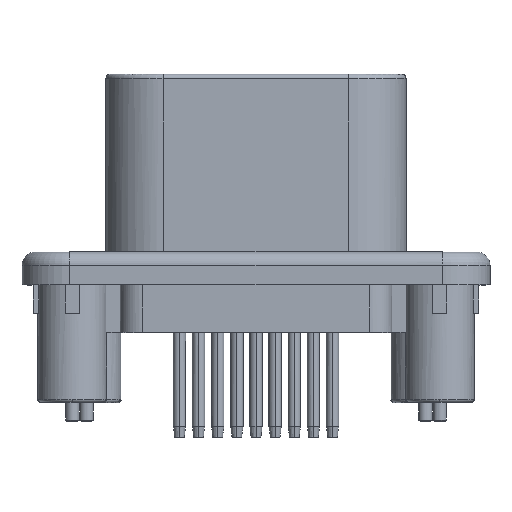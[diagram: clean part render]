
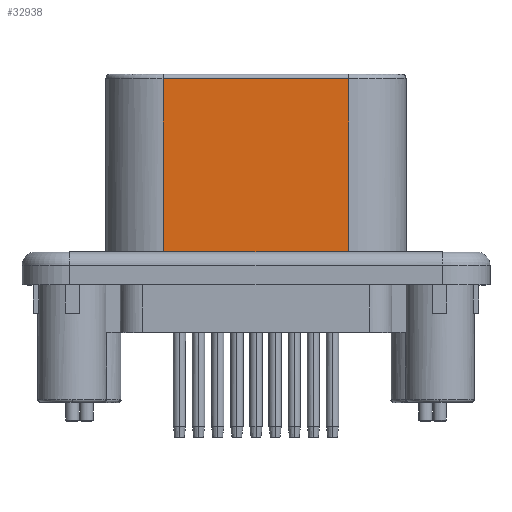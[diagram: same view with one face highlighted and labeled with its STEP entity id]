
A CAD part, top view. The second image highlights one B-rep face of the part: STEP entity #32938.
In plain terms, the highlighted planar face has unit normal (0, 0, 1).
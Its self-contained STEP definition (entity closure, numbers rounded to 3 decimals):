
#32309=CARTESIAN_POINT('',(-11.7,21.5,-4.25));
#32310=VERTEX_POINT('',#32309);
#32358=CARTESIAN_POINT('',(-10.,21.5,-4.25));
#32359=VERTEX_POINT('',#32358);
#32360=CARTESIAN_POINT('',(-11.7,21.5,-4.25));
#32361=CARTESIAN_POINT('',(-11.36,21.5,-4.25));
#32362=CARTESIAN_POINT('',(-11.02,21.5,-4.25));
#32363=CARTESIAN_POINT('',(-10.68,21.5,-4.25));
#32364=CARTESIAN_POINT('',(-10.34,21.5,-4.25));
#32365=CARTESIAN_POINT('',(-10.,21.5,-4.25));
#32366=B_SPLINE_CURVE_WITH_KNOTS('',5,(#32360,#32361,#32362,#32363,#32364,#32365),.UNSPECIFIED.,.F.,.U.,(6,6),(0.,1.7),.UNSPECIFIED.);
#32367=EDGE_CURVE('',#32310,#32359,#32366,.T.);
#32369=CARTESIAN_POINT('',(6.,21.5,-4.25));
#32370=VERTEX_POINT('',#32369);
#32371=CARTESIAN_POINT('',(-10.,21.5,-4.25));
#32372=CARTESIAN_POINT('',(-6.8,21.5,-4.25));
#32373=CARTESIAN_POINT('',(-3.6,21.5,-4.25));
#32374=CARTESIAN_POINT('',(-0.4,21.5,-4.25));
#32375=CARTESIAN_POINT('',(2.8,21.5,-4.25));
#32376=CARTESIAN_POINT('',(6.,21.5,-4.25));
#32377=B_SPLINE_CURVE_WITH_KNOTS('',5,(#32371,#32372,#32373,#32374,#32375,#32376),.UNSPECIFIED.,.F.,.U.,(6,6),(0.,16.),.UNSPECIFIED.);
#32378=EDGE_CURVE('',#32359,#32370,#32377,.T.);
#32380=CARTESIAN_POINT('',(7.7,21.5,-4.25));
#32381=VERTEX_POINT('',#32380);
#32382=CARTESIAN_POINT('',(6.,21.5,-4.25));
#32383=CARTESIAN_POINT('',(6.34,21.5,-4.25));
#32384=CARTESIAN_POINT('',(6.68,21.5,-4.25));
#32385=CARTESIAN_POINT('',(7.02,21.5,-4.25));
#32386=CARTESIAN_POINT('',(7.36,21.5,-4.25));
#32387=CARTESIAN_POINT('',(7.7,21.5,-4.25));
#32388=B_SPLINE_CURVE_WITH_KNOTS('',5,(#32382,#32383,#32384,#32385,#32386,#32387),.UNSPECIFIED.,.F.,.U.,(6,6),(0.,1.7),.UNSPECIFIED.);
#32389=EDGE_CURVE('',#32370,#32381,#32388,.T.);
#32848=CARTESIAN_POINT('',(-11.7,2.5,-4.25));
#32849=VERTEX_POINT('',#32848);
#32850=CARTESIAN_POINT('',(-11.7,2.5,-4.25));
#32851=CARTESIAN_POINT('',(-11.7,6.3,-4.25));
#32852=CARTESIAN_POINT('',(-11.7,10.1,-4.25));
#32853=CARTESIAN_POINT('',(-11.7,13.9,-4.25));
#32854=CARTESIAN_POINT('',(-11.7,17.7,-4.25));
#32855=CARTESIAN_POINT('',(-11.7,21.5,-4.25));
#32856=B_SPLINE_CURVE_WITH_KNOTS('',5,(#32850,#32851,#32852,#32853,#32854,#32855),.UNSPECIFIED.,.F.,.U.,(6,6),(0.,19.),.UNSPECIFIED.);
#32857=EDGE_CURVE('',#32849,#32310,#32856,.T.);
#32907=CARTESIAN_POINT('',(-2.,12.,-4.25));
#32908=DIRECTION('',(-1.,0.,0.));
#32909=DIRECTION('',(0.,0.,1.));
#32910=AXIS2_PLACEMENT_3D('',#32907,#32909,#32908);
#32911=PLANE('',#32910);
#32912=CARTESIAN_POINT('',(7.7,2.5,-4.25));
#32913=VERTEX_POINT('',#32912);
#32914=CARTESIAN_POINT('',(7.7,2.5,-4.25));
#32915=CARTESIAN_POINT('',(7.7,6.3,-4.25));
#32916=CARTESIAN_POINT('',(7.7,10.1,-4.25));
#32917=CARTESIAN_POINT('',(7.7,13.9,-4.25));
#32918=CARTESIAN_POINT('',(7.7,17.7,-4.25));
#32919=CARTESIAN_POINT('',(7.7,21.5,-4.25));
#32920=B_SPLINE_CURVE_WITH_KNOTS('',5,(#32914,#32915,#32916,#32917,#32918,#32919),.UNSPECIFIED.,.F.,.U.,(6,6),(0.,19.),.UNSPECIFIED.);
#32921=EDGE_CURVE('',#32913,#32381,#32920,.T.);
#32922=ORIENTED_EDGE('',*,*,#32921,.T.);
#32923=ORIENTED_EDGE('',*,*,#32389,.F.);
#32924=ORIENTED_EDGE('',*,*,#32378,.F.);
#32925=ORIENTED_EDGE('',*,*,#32367,.F.);
#32926=ORIENTED_EDGE('',*,*,#32857,.F.);
#32927=CARTESIAN_POINT('',(-11.7,2.5,-4.25));
#32928=CARTESIAN_POINT('',(-7.82,2.5,-4.25));
#32929=CARTESIAN_POINT('',(-3.94,2.5,-4.25));
#32930=CARTESIAN_POINT('',(-0.06,2.5,-4.25));
#32931=CARTESIAN_POINT('',(3.82,2.5,-4.25));
#32932=CARTESIAN_POINT('',(7.7,2.5,-4.25));
#32933=B_SPLINE_CURVE_WITH_KNOTS('',5,(#32927,#32928,#32929,#32930,#32931,#32932),.UNSPECIFIED.,.F.,.U.,(6,6),(0.,19.4),.UNSPECIFIED.);
#32934=EDGE_CURVE('',#32849,#32913,#32933,.T.);
#32935=ORIENTED_EDGE('',*,*,#32934,.T.);
#32936=EDGE_LOOP('',(#32922,#32923,#32924,#32925,#32926,#32935));
#32937=FACE_OUTER_BOUND('',#32936,.T.);
#32938=ADVANCED_FACE('',(#32937),#32911,.T.);
